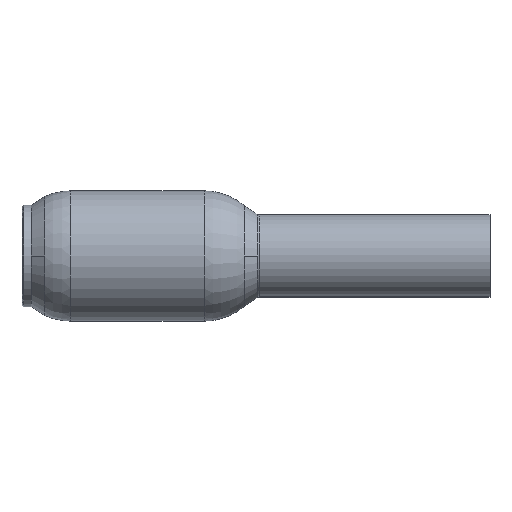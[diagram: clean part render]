
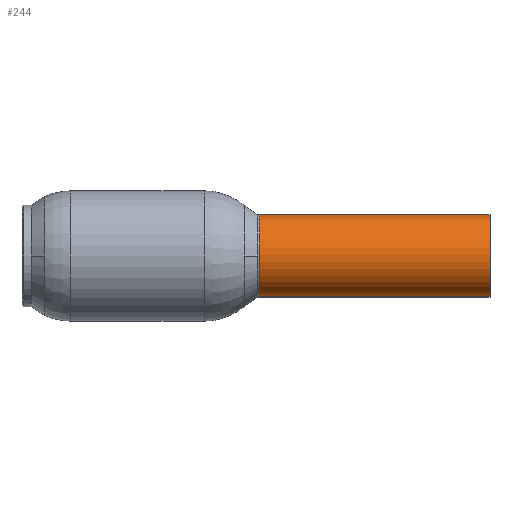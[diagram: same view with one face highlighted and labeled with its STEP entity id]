
A CAD part, front view. The second image highlights one B-rep face of the part: STEP entity #244.
In plain terms, the highlighted cylindrical face has radius 13.45 mm (diameter 26.9 mm), a partial arc.
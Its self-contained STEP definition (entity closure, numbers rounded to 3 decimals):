
#12 = VERTEX_POINT ( 'NONE', #660 ) ;
#244 = ADVANCED_FACE ( 'NONE', ( #2748 ), #2630, .T. ) ;
#245 = EDGE_LOOP ( 'NONE', ( #246, #247, #285, #287, #288 ) ) ;
#246 = ORIENTED_EDGE ( 'NONE', *, *, #280, .F. ) ;
#247 = ORIENTED_EDGE ( 'NONE', *, *, #376, .T. ) ;
#280 = EDGE_CURVE ( 'NONE', #12, #340, #2816, .T. ) ;
#285 = ORIENTED_EDGE ( 'NONE', *, *, #286, .T. ) ;
#286 = EDGE_CURVE ( 'NONE', #346, #349, #2832, .T. ) ;
#287 = ORIENTED_EDGE ( 'NONE', *, *, #379, .T. ) ;
#288 = ORIENTED_EDGE ( 'NONE', *, *, #437, .F. ) ;
#336 = VERTEX_POINT ( 'NONE', #2875 ) ;
#340 = VERTEX_POINT ( 'NONE', #2945 ) ;
#346 = VERTEX_POINT ( 'NONE', #3116 ) ;
#349 = VERTEX_POINT ( 'NONE', #3101 ) ;
#376 = EDGE_CURVE ( 'NONE', #12, #346, #3148, .T. ) ;
#379 = EDGE_CURVE ( 'NONE', #349, #336, #3129, .T. ) ;
#437 = EDGE_CURVE ( 'NONE', #340, #336, #3303, .T. ) ;
#660 = CARTESIAN_POINT ( 'NONE',  ( 39.686, 2.749, 13.166 ) ) ;
#2626 = DIRECTION ( 'NONE',  ( 0., -0.204, -0.979 ) ) ;
#2627 = DIRECTION ( 'NONE',  ( 1., 0., 0. ) ) ;
#2628 = CARTESIAN_POINT ( 'NONE',  ( 125.219, 0., 0. ) ) ;
#2629 = AXIS2_PLACEMENT_3D ( 'NONE', #2628, #2627, #2626 ) ;
#2630 = CYLINDRICAL_SURFACE ( 'NONE', #2629, 13.45 ) ;
#2748 = FACE_OUTER_BOUND ( 'NONE', #245, .T. ) ;
#2814 = VECTOR ( 'NONE', #2905, 1000. ) ;
#2815 = CARTESIAN_POINT ( 'NONE',  ( 125.219, 2.749, 13.166 ) ) ;
#2816 = LINE ( 'NONE', #2815, #2814 ) ;
#2832 = CIRCLE ( 'NONE', #2836, 13.45 ) ;
#2833 = DIRECTION ( 'NONE',  ( 0., -0.204, -0.979 ) ) ;
#2834 = DIRECTION ( 'NONE',  ( 1., 0., 0. ) ) ;
#2835 = CARTESIAN_POINT ( 'NONE',  ( 39.686, 0., 0. ) ) ;
#2836 = AXIS2_PLACEMENT_3D ( 'NONE', #2835, #2834, #2833 ) ;
#2875 = CARTESIAN_POINT ( 'NONE',  ( 114.686, -2.749, -13.166 ) ) ;
#2905 = DIRECTION ( 'NONE',  ( 1., 0., 0. ) ) ;
#2945 = CARTESIAN_POINT ( 'NONE',  ( 114.686, 2.749, 13.166 ) ) ;
#3101 = CARTESIAN_POINT ( 'NONE',  ( 39.686, -2.749, -13.166 ) ) ;
#3116 = CARTESIAN_POINT ( 'NONE',  ( 39.686, -13.166, 2.749 ) ) ;
#3126 = DIRECTION ( 'NONE',  ( 1., 0., 0. ) ) ;
#3127 = VECTOR ( 'NONE', #3126, 1000. ) ;
#3128 = CARTESIAN_POINT ( 'NONE',  ( 125.219, -2.749, -13.166 ) ) ;
#3129 = LINE ( 'NONE', #3128, #3127 ) ;
#3144 = DIRECTION ( 'NONE',  ( 0., -0.204, -0.979 ) ) ;
#3145 = DIRECTION ( 'NONE',  ( 1., 0., 0. ) ) ;
#3146 = CARTESIAN_POINT ( 'NONE',  ( 39.686, 0., 0. ) ) ;
#3147 = AXIS2_PLACEMENT_3D ( 'NONE', #3146, #3145, #3144 ) ;
#3148 = CIRCLE ( 'NONE', #3147, 13.45 ) ;
#3247 = DIRECTION ( 'NONE',  ( 0., -0.204, -0.979 ) ) ;
#3248 = DIRECTION ( 'NONE',  ( 1., 0., 0. ) ) ;
#3249 = CARTESIAN_POINT ( 'NONE',  ( 114.686, 0., 0. ) ) ;
#3250 = AXIS2_PLACEMENT_3D ( 'NONE', #3249, #3248, #3247 ) ;
#3303 = CIRCLE ( 'NONE', #3250, 13.45 ) ;
